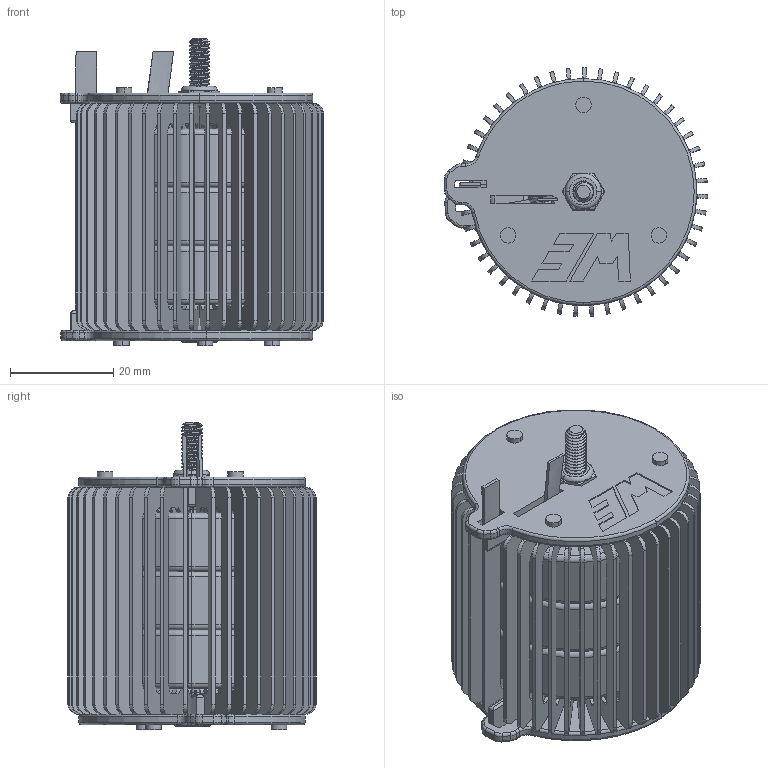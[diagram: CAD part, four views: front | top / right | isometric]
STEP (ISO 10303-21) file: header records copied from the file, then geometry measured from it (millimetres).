
FILE_DESCRIPTION(/* description */ ('Unknown'),/* implementation_level */ '2;1');
FILE_NAME(/* name */ 'L_Wurth_WE-TORPFC-T37_76080x403',/* time_stamp */ '2025-10-24T14:52:40+08:00',/* author */ ('Unknown'),/* organization */ ('Unknown'),/* preprocessor_version */ 'ST-DEVELOPER v19.4',/* originating_system */ 'Solid Edge',/* authorisation */ 'Unknown');
FILE_SCHEMA (('AUTOMOTIVE_DESIGN {1 0 10303 214 3 1 1}'));
Products named in the file (2): L_Wurth_WE-TORPFC-T37_76080x403
Assembly tree (1 placements, depth 2):
  L_Wurth_WE-TORPFC-T37_76080x403
    L_Wurth_WE-TORPFC-T37_76080x403
Bounding box: 51.09 x 48.17 x 59.7 mm (x, y, z)
Volume: 45885.1 mm3; surface area: 65512.3 mm2
Topology: 54 solids, 54 shells, 1975 faces, 4875 edges, 3195 vertices
Faces by surface type: plane 1292, cylinder 527, torus 102, cone 38, bspline 12, sphere 4
Entity records: 63048 total; most frequent: CARTESIAN_POINT 14874, DIRECTION 10005, ORIENTED_EDGE 9750, EDGE_CURVE 4875, AXIS2_PLACEMENT_3D 3428, VERTEX_POINT 3195, LINE 3149, VECTOR 3149
